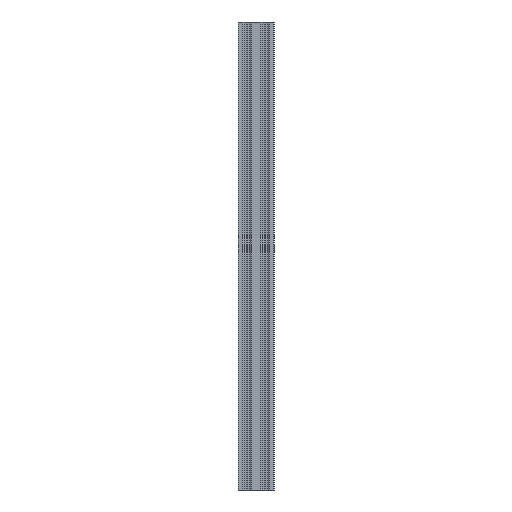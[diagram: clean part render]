
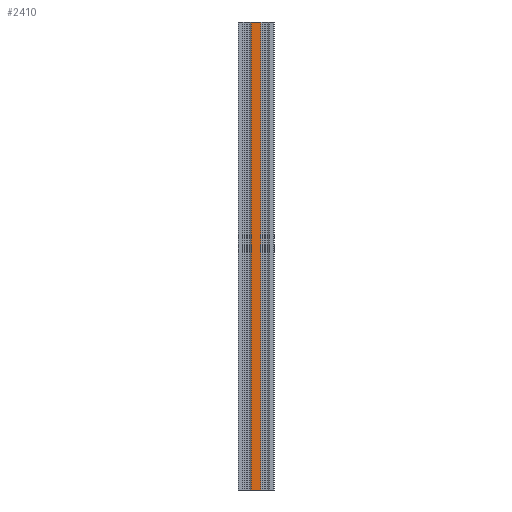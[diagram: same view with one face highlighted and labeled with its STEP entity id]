
A CAD part, left-side view. The second image highlights one B-rep face of the part: STEP entity #2410.
In plain terms, the highlighted planar face has unit normal (-1, 0, 0).
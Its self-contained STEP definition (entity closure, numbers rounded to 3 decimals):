
#36=FACE_OUTER_BOUND('',#159,.T.);
#159=EDGE_LOOP('',(#1723,#1724,#1725,#1726));
#313=LINE('',#3341,#655);
#417=LINE('',#3562,#759);
#418=LINE('',#3565,#760);
#419=LINE('',#3566,#761);
#655=VECTOR('',#2701,10.84);
#759=VECTOR('',#2835,20.);
#760=VECTOR('',#2838,10.84);
#761=VECTOR('',#2839,20.);
#998=VERTEX_POINT('',#3338);
#999=VERTEX_POINT('',#3340);
#1101=VERTEX_POINT('',#3560);
#1102=VERTEX_POINT('',#3564);
#1238=EDGE_CURVE('',#998,#999,#313,.T.);
#1349=EDGE_CURVE('',#998,#1101,#417,.T.);
#1350=EDGE_CURVE('',#1101,#1102,#418,.T.);
#1351=EDGE_CURVE('',#999,#1102,#419,.T.);
#1723=ORIENTED_EDGE('',*,*,#1350,.T.);
#1724=ORIENTED_EDGE('',*,*,#1351,.F.);
#1725=ORIENTED_EDGE('',*,*,#1238,.F.);
#1726=ORIENTED_EDGE('',*,*,#1349,.T.);
#2296=PLANE('',#2552);
#2410=ADVANCED_FACE('',(#36),#2296,.F.);
#2552=AXIS2_PLACEMENT_3D('',#3563,#2836,#2837);
#2701=DIRECTION('',(0.,-1.,0.));
#2835=DIRECTION('',(0.,0.,-1.));
#2836=DIRECTION('center_axis',(1.,0.,0.));
#2837=DIRECTION('ref_axis',(0.,0.,-1.));
#2838=DIRECTION('',(0.,-1.,0.));
#2839=DIRECTION('',(0.,0.,-1.));
#3338=CARTESIAN_POINT('',(-10.,-4.58,520.));
#3340=CARTESIAN_POINT('',(-10.,-15.42,520.));
#3341=CARTESIAN_POINT('',(-10.,-4.58,520.));
#3560=CARTESIAN_POINT('',(-10.,-4.58,0.));
#3562=CARTESIAN_POINT('',(-10.,-4.58,20.));
#3563=CARTESIAN_POINT('Origin',(-10.,-10.,20.));
#3564=CARTESIAN_POINT('',(-10.,-15.42,0.));
#3565=CARTESIAN_POINT('',(-10.,-4.58,0.));
#3566=CARTESIAN_POINT('',(-10.,-15.42,20.));
